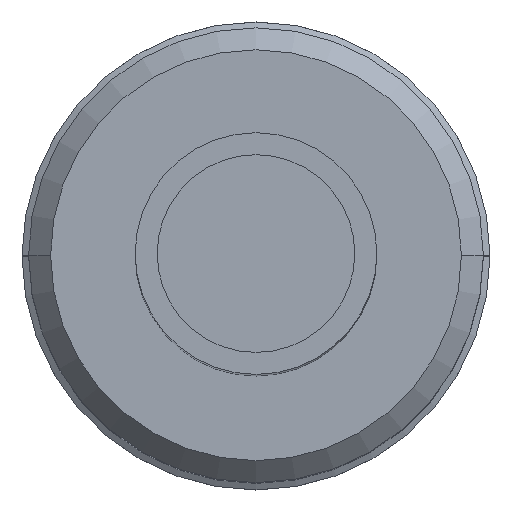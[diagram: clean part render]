
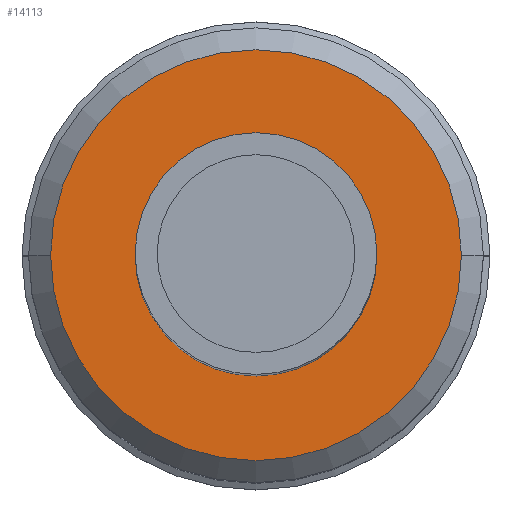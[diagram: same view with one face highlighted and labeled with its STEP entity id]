
A CAD part, top view. The second image highlights one B-rep face of the part: STEP entity #14113.
In plain terms, the highlighted planar face has unit normal (0, 0, 1).
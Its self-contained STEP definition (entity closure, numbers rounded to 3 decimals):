
#449 = CIRCLE ( 'NONE', #8039, 0.55 ) ;
#682 = CARTESIAN_POINT ( 'NONE',  ( 0., 0., 0. ) ) ;
#1588 = AXIS2_PLACEMENT_3D ( 'NONE', #682, #13255, #2499 ) ;
#1963 = ORIENTED_EDGE ( 'NONE', *, *, #5404, .T. ) ;
#1997 = AXIS2_PLACEMENT_3D ( 'NONE', #5332, #17813, #7151 ) ;
#2178 = AXIS2_PLACEMENT_3D ( 'NONE', #9969, #2766, #15296 ) ;
#2499 = DIRECTION ( 'NONE',  ( -1., 0., 0. ) ) ;
#2627 = EDGE_CURVE ( 'NONE', #10262, #15405, #449, .T. ) ;
#2766 = DIRECTION ( 'NONE',  ( 0., 0., -1. ) ) ;
#3713 = CIRCLE ( 'NONE', #6430, 0.935 ) ;
#3774 = FACE_BOUND ( 'NONE', #15926, .T. ) ;
#5190 = CARTESIAN_POINT ( 'NONE',  ( -0.935, 0., 0. ) ) ;
#5332 = CARTESIAN_POINT ( 'NONE',  ( 0., 0., 0. ) ) ;
#5404 = EDGE_CURVE ( 'NONE', #22700, #20469, #3713, .T. ) ;
#5584 = ORIENTED_EDGE ( 'NONE', *, *, #15658, .F. ) ;
#6430 = AXIS2_PLACEMENT_3D ( 'NONE', #21669, #21666, #21652 ) ;
#7151 = DIRECTION ( 'NONE',  ( -1., 0., 0. ) ) ;
#7969 = DIRECTION ( 'NONE',  ( -1., 0., 0. ) ) ;
#7975 = DIRECTION ( 'NONE',  ( 0., 0., 1. ) ) ;
#7998 = CARTESIAN_POINT ( 'NONE',  ( 0., 0., 0. ) ) ;
#8039 = AXIS2_PLACEMENT_3D ( 'NONE', #7998, #7975, #7969 ) ;
#9141 = FACE_OUTER_BOUND ( 'NONE', #16777, .T. ) ;
#9969 = CARTESIAN_POINT ( 'NONE',  ( 0., 0., 0. ) ) ;
#10106 = ORIENTED_EDGE ( 'NONE', *, *, #2627, .F. ) ;
#10262 = VERTEX_POINT ( 'NONE', #13919 ) ;
#11406 = CIRCLE ( 'NONE', #1588, 0.55 ) ;
#11946 = ORIENTED_EDGE ( 'NONE', *, *, #14479, .T. ) ;
#12242 = CIRCLE ( 'NONE', #1997, 0.935 ) ;
#13255 = DIRECTION ( 'NONE',  ( 0., 0., 1. ) ) ;
#13919 = CARTESIAN_POINT ( 'NONE',  ( 0.55, 0., 0. ) ) ;
#14113 = ADVANCED_FACE ( 'NONE', ( #3774, #9141 ), #22116, .F. ) ;
#14479 = EDGE_CURVE ( 'NONE', #20469, #22700, #12242, .T. ) ;
#14728 = CARTESIAN_POINT ( 'NONE',  ( -0.55, 0., 0. ) ) ;
#15296 = DIRECTION ( 'NONE',  ( -1., 0., 0. ) ) ;
#15405 = VERTEX_POINT ( 'NONE', #14728 ) ;
#15658 = EDGE_CURVE ( 'NONE', #15405, #10262, #11406, .T. ) ;
#15926 = EDGE_LOOP ( 'NONE', ( #10106, #5584 ) ) ;
#16777 = EDGE_LOOP ( 'NONE', ( #1963, #11946 ) ) ;
#17813 = DIRECTION ( 'NONE',  ( 0., 0., 1. ) ) ;
#20469 = VERTEX_POINT ( 'NONE', #21381 ) ;
#21381 = CARTESIAN_POINT ( 'NONE',  ( 0.935, 0., 0. ) ) ;
#21652 = DIRECTION ( 'NONE',  ( -1., 0., 0. ) ) ;
#21666 = DIRECTION ( 'NONE',  ( 0., 0., 1. ) ) ;
#21669 = CARTESIAN_POINT ( 'NONE',  ( 0., 0., 0. ) ) ;
#22116 = PLANE ( 'NONE',  #2178 ) ;
#22700 = VERTEX_POINT ( 'NONE', #5190 ) ;
